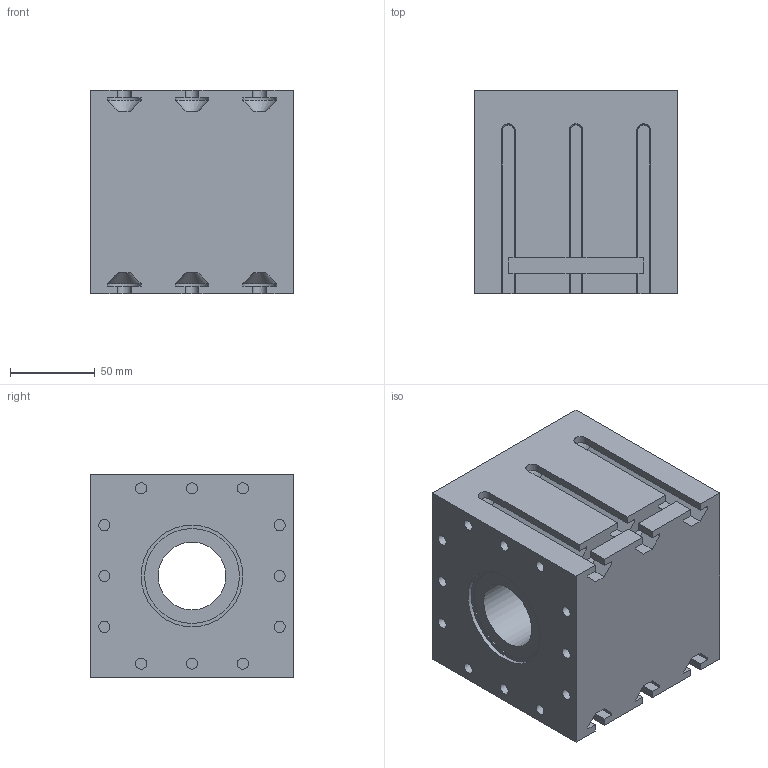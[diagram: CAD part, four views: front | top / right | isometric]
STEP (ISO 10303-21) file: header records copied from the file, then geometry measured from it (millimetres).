
FILE_DESCRIPTION((''),'2;1');
FILE_NAME('SL0688S.ipt.step','2007-09-10T15:14:22',(''),(''),'Autodesk Inventor 11','Autodesk Inventor 11','');
FILE_SCHEMA(('AUTOMOTIVE_DESIGN { 1 0 10303 214 1 1 1 1 }'));
Length unit declared in the file: millimetre
Products named in the file (1): SL0688S
Bounding box: 120 x 120 x 120 mm (x, y, z)
Volume: 1453330.7 mm3; surface area: 132528.7 mm2
Topology: 1 solids, 1 shells, 232 faces, 523 edges, 344 vertices
Faces by surface type: bspline 101, plane 97, cylinder 31, cone 3
Full cylindrical faces by diameter (mm): 5 x2, 6.647 x16, 13 x2, 15 x2, 40 x1, 56 x1, 60 x1
Entity records: 6657 total; most frequent: CARTESIAN_POINT 1837, ORIENTED_EDGE 942, DIRECTION 863, EDGE_CURVE 471, VERTEX_POINT 341, VECTOR 341, LINE 341, EDGE_LOOP 336
